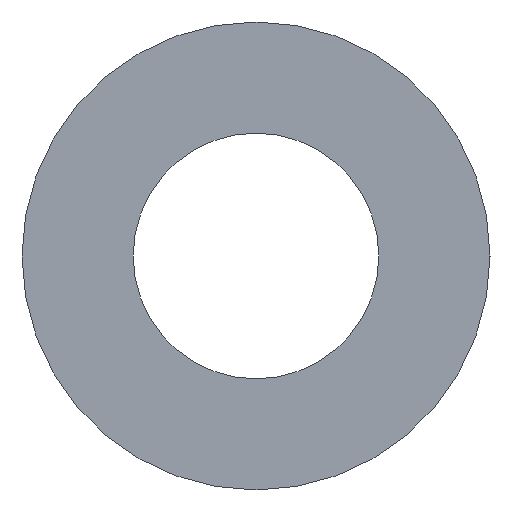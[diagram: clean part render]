
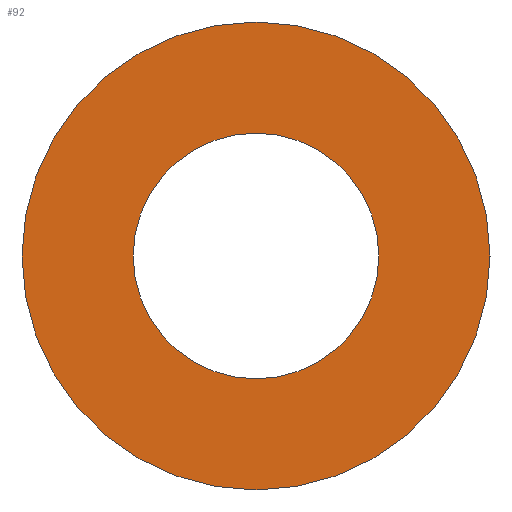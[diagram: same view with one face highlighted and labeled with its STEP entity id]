
A CAD part, left-side view. The second image highlights one B-rep face of the part: STEP entity #92.
In plain terms, the highlighted planar face has unit normal (-1, 0, 0).
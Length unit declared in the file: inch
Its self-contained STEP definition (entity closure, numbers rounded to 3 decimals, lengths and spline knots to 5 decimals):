
#9 = EDGE_LOOP ( 'NONE', ( #229, #227 ) ) ;
#10 = CARTESIAN_POINT ( 'NONE',  ( -0.375, 0., -0.1875 ) ) ;
#12 = FACE_OUTER_BOUND ( 'NONE', #185, .T. ) ;
#14 = CARTESIAN_POINT ( 'NONE',  ( -0.375, 0., 0. ) ) ;
#16 = CARTESIAN_POINT ( 'NONE',  ( -0.375, 0., 0. ) ) ;
#38 = EDGE_CURVE ( 'NONE', #65, #240, #219, .T. ) ;
#65 = VERTEX_POINT ( 'NONE', #10 ) ;
#68 = DIRECTION ( 'NONE',  ( 1., 0., 0. ) ) ;
#70 = AXIS2_PLACEMENT_3D ( 'NONE', #16, #93, #94 ) ;
#73 = CARTESIAN_POINT ( 'NONE',  ( -0.375, 0., 0. ) ) ;
#87 = PLANE ( 'NONE',  #171 ) ;
#92 = ADVANCED_FACE ( 'NONE', ( #105, #12 ), #87, .F. ) ;
#93 = DIRECTION ( 'NONE',  ( -1., 0., 0. ) ) ;
#94 = DIRECTION ( 'NONE',  ( 0., 0., 1. ) ) ;
#98 = AXIS2_PLACEMENT_3D ( 'NONE', #213, #135, #187 ) ;
#105 = FACE_BOUND ( 'NONE', #9, .T. ) ;
#121 = VERTEX_POINT ( 'NONE', #189 ) ;
#135 = DIRECTION ( 'NONE',  ( -1., 0., 0. ) ) ;
#144 = DIRECTION ( 'NONE',  ( 0., 0., -1. ) ) ;
#146 = ORIENTED_EDGE ( 'NONE', *, *, #38, .T. ) ;
#147 = DIRECTION ( 'NONE',  ( 0., 0., 1. ) ) ;
#150 = DIRECTION ( 'NONE',  ( -1., 0., 0. ) ) ;
#165 = ORIENTED_EDGE ( 'NONE', *, *, #228, .T. ) ;
#171 = AXIS2_PLACEMENT_3D ( 'NONE', #243, #68, #144 ) ;
#183 = VERTEX_POINT ( 'NONE', #211 ) ;
#185 = EDGE_LOOP ( 'NONE', ( #165, #146 ) ) ;
#187 = DIRECTION ( 'NONE',  ( 0., 0., 1. ) ) ;
#188 = AXIS2_PLACEMENT_3D ( 'NONE', #14, #247, #147 ) ;
#189 = CARTESIAN_POINT ( 'NONE',  ( -0.375, 0., -0.09843 ) ) ;
#202 = EDGE_CURVE ( 'NONE', #121, #183, #210, .T. ) ;
#210 = CIRCLE ( 'NONE', #98, 0.09843 ) ;
#211 = CARTESIAN_POINT ( 'NONE',  ( -0.375, 0., 0.09843 ) ) ;
#212 = CIRCLE ( 'NONE', #223, 0.1875 ) ;
#213 = CARTESIAN_POINT ( 'NONE',  ( -0.375, 0., 0. ) ) ;
#218 = EDGE_CURVE ( 'NONE', #183, #121, #230, .T. ) ;
#219 = CIRCLE ( 'NONE', #188, 0.1875 ) ;
#223 = AXIS2_PLACEMENT_3D ( 'NONE', #73, #150, #237 ) ;
#227 = ORIENTED_EDGE ( 'NONE', *, *, #202, .F. ) ;
#228 = EDGE_CURVE ( 'NONE', #240, #65, #212, .T. ) ;
#229 = ORIENTED_EDGE ( 'NONE', *, *, #218, .F. ) ;
#230 = CIRCLE ( 'NONE', #70, 0.09843 ) ;
#236 = CARTESIAN_POINT ( 'NONE',  ( -0.375, 0., 0.1875 ) ) ;
#237 = DIRECTION ( 'NONE',  ( 0., 0., 1. ) ) ;
#240 = VERTEX_POINT ( 'NONE', #236 ) ;
#243 = CARTESIAN_POINT ( 'NONE',  ( -0.375, 0.1875, 0. ) ) ;
#247 = DIRECTION ( 'NONE',  ( -1., 0., 0. ) ) ;
